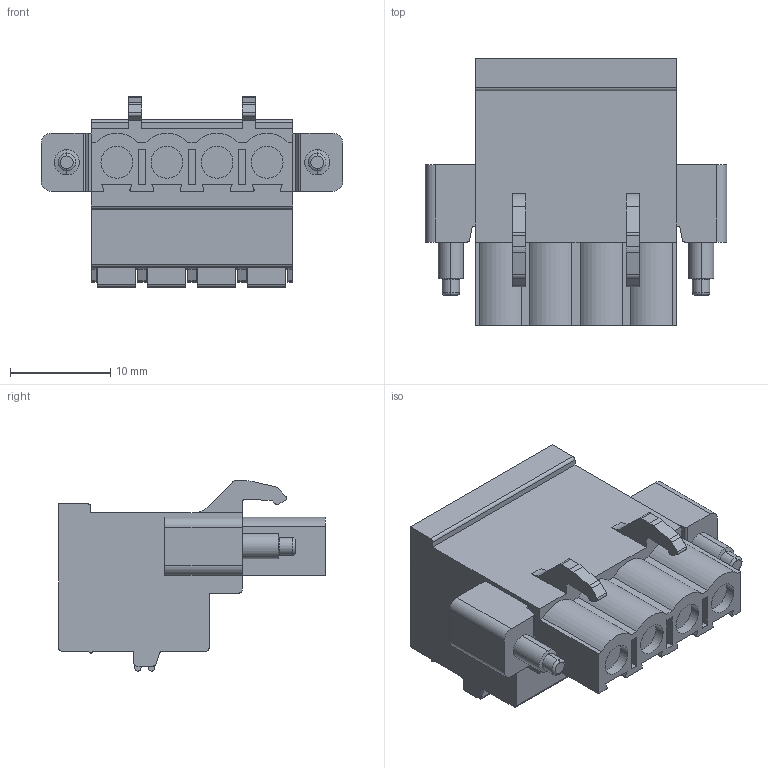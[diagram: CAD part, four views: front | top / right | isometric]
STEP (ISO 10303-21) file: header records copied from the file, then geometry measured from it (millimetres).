
FILE_DESCRIPTION((''),'2;1');
FILE_NAME('TLPSW-201RL-XXP-X','2024-09-23T14:40:11',('tluser'),(''),'CREO PARAMETRIC BY PTC INC, 2018100','CREO PARAMETRIC BY PTC INC, 2018100','');
FILE_SCHEMA(('CONFIG_CONTROL_DESIGN'));
Length unit declared in the file: millimetre
Products named in the file (1): TLPSW-201RL-XXP-X
Bounding box: 30.1 x 26.6 x 19 mm (x, y, z)
Volume: 5820.8 mm3; surface area: 3322.4 mm2
Topology: 1 solids, 1 shells, 313 faces, 819 edges, 542 vertices
Faces by surface type: plane 196, cylinder 109, cone 4, torus 4
Entity records: 9669 total; most frequent: DIRECTION 1679, CARTESIAN_POINT 1674, ORIENTED_EDGE 1638, EDGE_CURVE 819, VECTOR 585, LINE 585, AXIS2_PLACEMENT_3D 547, VERTEX_POINT 542
